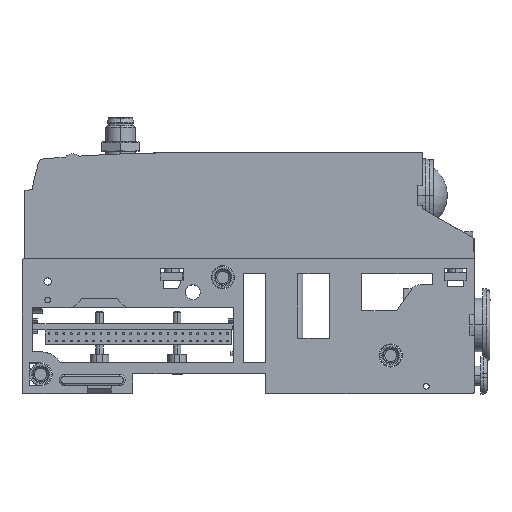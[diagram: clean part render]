
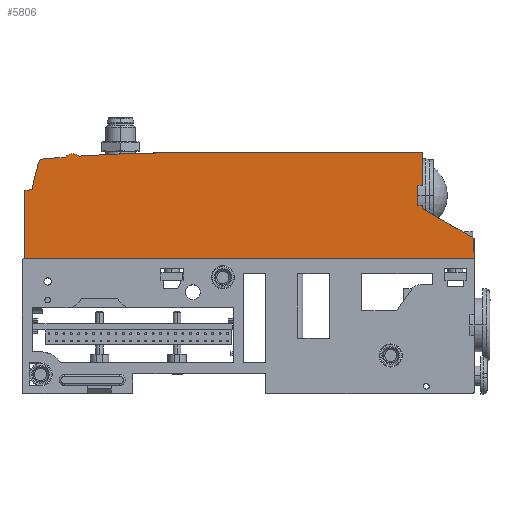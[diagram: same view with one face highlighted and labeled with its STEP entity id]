
A CAD part, top view. The second image highlights one B-rep face of the part: STEP entity #5806.
In plain terms, the highlighted planar face has unit normal (0, 0, 1).
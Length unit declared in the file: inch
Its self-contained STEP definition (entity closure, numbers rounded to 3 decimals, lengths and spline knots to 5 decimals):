
#554 = EDGE_CURVE ( 'NONE', #41025, #26548, #18496, .T. ) ;
#2215 = EDGE_CURVE ( 'NONE', #24574, #39618, #21415, .T. ) ;
#2424 = CARTESIAN_POINT ( 'NONE',  ( 4.18898, 2.20472, 0.3937 ) ) ;
#3013 = EDGE_CURVE ( 'NONE', #40262, #41025, #3351, .T. ) ;
#3120 = AXIS2_PLACEMENT_3D ( 'NONE', #17279, #17049, #32436 ) ;
#3194 = EDGE_CURVE ( 'NONE', #33320, #40262, #12230, .T. ) ;
#3351 = LINE ( 'NONE', #7916, #30688 ) ;
#4041 = DIRECTION ( 'NONE',  ( 0., -1., 0. ) ) ;
#4361 = DIRECTION ( 'NONE',  ( 0., 0., 1. ) ) ;
#4529 = LINE ( 'NONE', #12006, #36130 ) ;
#4541 = DIRECTION ( 'NONE',  ( 1., 0., 0. ) ) ;
#5313 = CIRCLE ( 'NONE', #44538, 0.05906 ) ;
#5421 = EDGE_CURVE ( 'NONE', #31870, #24574, #18606, .T. ) ;
#5598 = CARTESIAN_POINT ( 'NONE',  ( 4.23622, 1.95602, 0.3937 ) ) ;
#5602 = VECTOR ( 'NONE', #20307, 39.37008 ) ;
#5643 = CARTESIAN_POINT ( 'NONE',  ( 4.77591, 1.64443, 0.3937 ) ) ;
#5806 = ADVANCED_FACE ( 'NONE', ( #18771 ), #33214, .T. ) ;
#6674 = CARTESIAN_POINT ( 'NONE',  ( 4.23622, 2.54724, 0.3937 ) ) ;
#6961 = CIRCLE ( 'NONE', #3120, 0.01969 ) ;
#7037 = DIRECTION ( 'NONE',  ( 0., 0., 1. ) ) ;
#7842 = VERTEX_POINT ( 'NONE', #33808 ) ;
#7916 = CARTESIAN_POINT ( 'NONE',  ( 4.18898, 1.98425, 0.3937 ) ) ;
#8221 = DIRECTION ( 'NONE',  ( 1., 0., 0. ) ) ;
#8997 = ORIENTED_EDGE ( 'NONE', *, *, #36404, .T. ) ;
#9058 = ORIENTED_EDGE ( 'NONE', *, *, #2215, .T. ) ;
#10021 = VECTOR ( 'NONE', #24794, 39.37008 ) ;
#10572 = ORIENTED_EDGE ( 'NONE', *, *, #3013, .F. ) ;
#10612 = VECTOR ( 'NONE', #13067, 39.37008 ) ;
#10625 = CARTESIAN_POINT ( 'NONE',  ( 0.60928, 2.51153, 0.3937 ) ) ;
#10880 = ORIENTED_EDGE ( 'NONE', *, *, #11220, .T. ) ;
#11220 = EDGE_CURVE ( 'NONE', #39618, #21849, #5313, .T. ) ;
#11782 = DIRECTION ( 'NONE',  ( -1., 0., 0. ) ) ;
#12006 = CARTESIAN_POINT ( 'NONE',  ( 4.7874, 2.54724, 0.3937 ) ) ;
#12230 = LINE ( 'NONE', #41602, #39947 ) ;
#12566 = ORIENTED_EDGE ( 'NONE', *, *, #30172, .T. ) ;
#13067 = DIRECTION ( 'NONE',  ( 0.866, -0.5, 0. ) ) ;
#13297 = CARTESIAN_POINT ( 'NONE',  ( 0.09597, 2.15704, 0.3937 ) ) ;
#13307 = DIRECTION ( 'NONE',  ( 0., 0., 1. ) ) ;
#13356 = ORIENTED_EDGE ( 'NONE', *, *, #18976, .F. ) ;
#13412 = EDGE_LOOP ( 'NONE', ( #8997, #31489, #37110, #12566, #20414, #9058, #10880, #30594, #20113, #38556, #41910, #47091, #25398, #13356, #46656, #10572, #14309 ) ) ;
#13513 = VECTOR ( 'NONE', #44255, 39.37008 ) ;
#13708 = VERTEX_POINT ( 'NONE', #24533 ) ;
#13856 = DIRECTION ( 'NONE',  ( 0., -1., 0. ) ) ;
#14309 = ORIENTED_EDGE ( 'NONE', *, *, #3194, .F. ) ;
#14501 = DIRECTION ( 'NONE',  ( 1., 0., 0. ) ) ;
#14827 = CARTESIAN_POINT ( 'NONE',  ( 1.66929, -13.20079, 0.3937 ) ) ;
#15006 = EDGE_CURVE ( 'NONE', #42785, #18172, #35835, .T. ) ;
#15677 = DIRECTION ( 'NONE',  ( 0., 0., 1. ) ) ;
#17049 = DIRECTION ( 'NONE',  ( 0., 0., 1. ) ) ;
#17279 = CARTESIAN_POINT ( 'NONE',  ( 0.09255, 2.17642, 0.3937 ) ) ;
#17368 = VERTEX_POINT ( 'NONE', #5643 ) ;
#18172 = VERTEX_POINT ( 'NONE', #46162 ) ;
#18265 = LINE ( 'NONE', #32946, #24691 ) ;
#18496 = LINE ( 'NONE', #43777, #38208 ) ;
#18606 = CIRCLE ( 'NONE', #30898, 0.11417 ) ;
#18771 = FACE_OUTER_BOUND ( 'NONE', #13412, .T. ) ;
#18976 = EDGE_CURVE ( 'NONE', #26548, #17368, #31111, .T. ) ;
#19584 = CARTESIAN_POINT ( 'NONE',  ( 0.17439, 2.43954, 0.3937 ) ) ;
#20113 = ORIENTED_EDGE ( 'NONE', *, *, #36825, .F. ) ;
#20307 = DIRECTION ( 'NONE',  ( 0.052, -0.999, 0. ) ) ;
#20414 = ORIENTED_EDGE ( 'NONE', *, *, #5421, .T. ) ;
#21200 = LINE ( 'NONE', #13297, #39399 ) ;
#21313 = VERTEX_POINT ( 'NONE', #6674 ) ;
#21415 = CIRCLE ( 'NONE', #40636, 15.74803 ) ;
#21638 = CARTESIAN_POINT ( 'NONE',  ( 0.0315, 1.4252, 0.3937 ) ) ;
#21849 = VERTEX_POINT ( 'NONE', #19584 ) ;
#21886 = LINE ( 'NONE', #36340, #10021 ) ;
#22587 = DIRECTION ( 'NONE',  ( 1., 0., 0. ) ) ;
#22608 = DIRECTION ( 'NONE',  ( 0., 0., 1. ) ) ;
#22652 = CARTESIAN_POINT ( 'NONE',  ( 1.66929, 2.54724, 0.3937 ) ) ;
#23002 = VERTEX_POINT ( 'NONE', #37901 ) ;
#23074 = EDGE_CURVE ( 'NONE', #17368, #18172, #27772, .T. ) ;
#23366 = CARTESIAN_POINT ( 'NONE',  ( 2.05512, 1.85827, 0.3937 ) ) ;
#24122 = EDGE_CURVE ( 'NONE', #28596, #42785, #18265, .T. ) ;
#24533 = CARTESIAN_POINT ( 'NONE',  ( 4.23622, 2.20472, 0.3937 ) ) ;
#24574 = VERTEX_POINT ( 'NONE', #44913 ) ;
#24599 = DIRECTION ( 'NONE',  ( -0.985, -0.174, 0. ) ) ;
#24691 = VECTOR ( 'NONE', #47643, 39.37008 ) ;
#24794 = DIRECTION ( 'NONE',  ( 1., 0., 0. ) ) ;
#25398 = ORIENTED_EDGE ( 'NONE', *, *, #23074, .F. ) ;
#25495 = CARTESIAN_POINT ( 'NONE',  ( 0.0315, 1.4252, 0.3937 ) ) ;
#26518 = CARTESIAN_POINT ( 'NONE',  ( 0.53937, 2.42126, 0.3937 ) ) ;
#26548 = VERTEX_POINT ( 'NONE', #36157 ) ;
#26656 = VERTEX_POINT ( 'NONE', #22652 ) ;
#27268 = EDGE_CURVE ( 'NONE', #21313, #13708, #28764, .T. ) ;
#27664 = VECTOR ( 'NONE', #13856, 39.37008 ) ;
#27772 = LINE ( 'NONE', #32337, #5602 ) ;
#27972 = DIRECTION ( 'NONE',  ( 1., 0., 0. ) ) ;
#28596 = VERTEX_POINT ( 'NONE', #36868 ) ;
#28764 = LINE ( 'NONE', #32848, #27664 ) ;
#29413 = CARTESIAN_POINT ( 'NONE',  ( 1.66929, -13.20079, 0.3937 ) ) ;
#30172 = EDGE_CURVE ( 'NONE', #26656, #31870, #35268, .T. ) ;
#30594 = ORIENTED_EDGE ( 'NONE', *, *, #45438, .T. ) ;
#30688 = VECTOR ( 'NONE', #22587, 39.37008 ) ;
#30898 = AXIS2_PLACEMENT_3D ( 'NONE', #26518, #4361, #8221 ) ;
#30995 = DIRECTION ( 'NONE',  ( 0., -1., 0. ) ) ;
#31111 = LINE ( 'NONE', #5598, #10612 ) ;
#31489 = ORIENTED_EDGE ( 'NONE', *, *, #27268, .F. ) ;
#31870 = VERTEX_POINT ( 'NONE', #10625 ) ;
#32337 = CARTESIAN_POINT ( 'NONE',  ( 4.77591, 1.64443, 0.3937 ) ) ;
#32436 = DIRECTION ( 'NONE',  ( 1., 0., 0. ) ) ;
#32848 = CARTESIAN_POINT ( 'NONE',  ( 4.23622, 2.99213, 0.3937 ) ) ;
#32946 = CARTESIAN_POINT ( 'NONE',  ( 0.0315, 2.14567, 0.3937 ) ) ;
#33214 = PLANE ( 'NONE',  #37850 ) ;
#33320 = VERTEX_POINT ( 'NONE', #2424 ) ;
#33808 = CARTESIAN_POINT ( 'NONE',  ( 0.11198, 2.17327, 0.3937 ) ) ;
#34297 = AXIS2_PLACEMENT_3D ( 'NONE', #23366, #15677, #38055 ) ;
#34398 = CARTESIAN_POINT ( 'NONE',  ( 4.23622, 1.98425, 0.3937 ) ) ;
#35268 = CIRCLE ( 'NONE', #41426, 15.74803 ) ;
#35835 = LINE ( 'NONE', #25495, #13513 ) ;
#36130 = VECTOR ( 'NONE', #11782, 39.37008 ) ;
#36157 = CARTESIAN_POINT ( 'NONE',  ( 4.23622, 1.95602, 0.3937 ) ) ;
#36340 = CARTESIAN_POINT ( 'NONE',  ( 4.18898, 2.20472, 0.3937 ) ) ;
#36404 = EDGE_CURVE ( 'NONE', #33320, #13708, #21886, .T. ) ;
#36582 = EDGE_CURVE ( 'NONE', #21313, #26656, #4529, .T. ) ;
#36825 = EDGE_CURVE ( 'NONE', #23002, #7842, #6961, .T. ) ;
#36868 = CARTESIAN_POINT ( 'NONE',  ( 0.0315, 2.14567, 0.3937 ) ) ;
#37110 = ORIENTED_EDGE ( 'NONE', *, *, #36582, .T. ) ;
#37775 = CARTESIAN_POINT ( 'NONE',  ( 1.66929, -13.20079, 0.3937 ) ) ;
#37850 = AXIS2_PLACEMENT_3D ( 'NONE', #37775, #22608, #4541 ) ;
#37901 = CARTESIAN_POINT ( 'NONE',  ( 0.09597, 2.15704, 0.3937 ) ) ;
#38055 = DIRECTION ( 'NONE',  ( 1., 0., 0. ) ) ;
#38208 = VECTOR ( 'NONE', #4041, 39.37008 ) ;
#38556 = ORIENTED_EDGE ( 'NONE', *, *, #41892, .T. ) ;
#39399 = VECTOR ( 'NONE', #24599, 39.37008 ) ;
#39618 = VERTEX_POINT ( 'NONE', #40160 ) ;
#39672 = CIRCLE ( 'NONE', #34297, 1.9685 ) ;
#39947 = VECTOR ( 'NONE', #30995, 39.37008 ) ;
#40160 = CARTESIAN_POINT ( 'NONE',  ( 0.2254, 2.48091, 0.3937 ) ) ;
#40262 = VERTEX_POINT ( 'NONE', #45371 ) ;
#40342 = DIRECTION ( 'NONE',  ( 0., 0., 1. ) ) ;
#40636 = AXIS2_PLACEMENT_3D ( 'NONE', #14827, #40342, #47330 ) ;
#41025 = VERTEX_POINT ( 'NONE', #34398 ) ;
#41426 = AXIS2_PLACEMENT_3D ( 'NONE', #29413, #7037, #14501 ) ;
#41602 = CARTESIAN_POINT ( 'NONE',  ( 4.18898, 2.20472, 0.3937 ) ) ;
#41892 = EDGE_CURVE ( 'NONE', #23002, #28596, #21200, .T. ) ;
#41910 = ORIENTED_EDGE ( 'NONE', *, *, #24122, .T. ) ;
#42785 = VERTEX_POINT ( 'NONE', #21638 ) ;
#43777 = CARTESIAN_POINT ( 'NONE',  ( 4.23622, 2.99213, 0.3937 ) ) ;
#44255 = DIRECTION ( 'NONE',  ( 1., 0., 0. ) ) ;
#44538 = AXIS2_PLACEMENT_3D ( 'NONE', #46284, #13307, #27972 ) ;
#44913 = CARTESIAN_POINT ( 'NONE',  ( 0.4572, 2.50053, 0.3937 ) ) ;
#45371 = CARTESIAN_POINT ( 'NONE',  ( 4.18898, 1.98425, 0.3937 ) ) ;
#45438 = EDGE_CURVE ( 'NONE', #21849, #7842, #39672, .T. ) ;
#46162 = CARTESIAN_POINT ( 'NONE',  ( 4.7874, 1.4252, 0.3937 ) ) ;
#46284 = CARTESIAN_POINT ( 'NONE',  ( 0.23081, 2.4221, 0.3937 ) ) ;
#46656 = ORIENTED_EDGE ( 'NONE', *, *, #554, .F. ) ;
#47091 = ORIENTED_EDGE ( 'NONE', *, *, #15006, .T. ) ;
#47330 = DIRECTION ( 'NONE',  ( 1., 0., 0. ) ) ;
#47643 = DIRECTION ( 'NONE',  ( 0., -1., 0. ) ) ;
